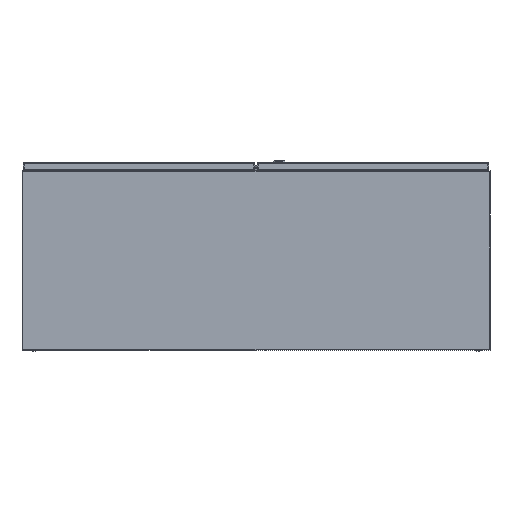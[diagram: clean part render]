
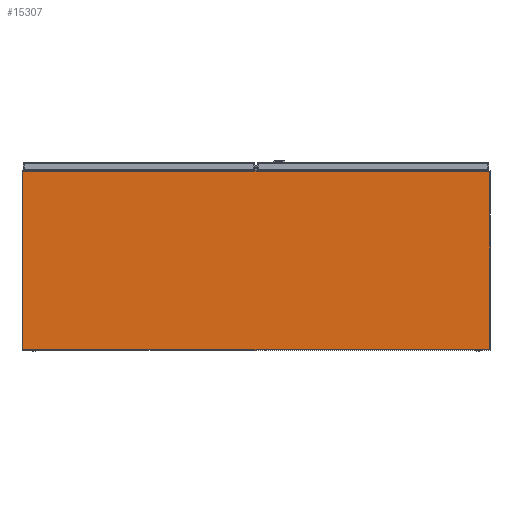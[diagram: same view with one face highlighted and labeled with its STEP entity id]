
A CAD part, front view. The second image highlights one B-rep face of the part: STEP entity #15307.
In plain terms, the highlighted planar face has unit normal (0, -1, 0).
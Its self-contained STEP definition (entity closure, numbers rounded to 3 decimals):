
#2340 = LINE ( 'NONE', #31926, #3130 ) ;
#3130 = VECTOR ( 'NONE', #45525, 1000. ) ;
#9167 = ORIENTED_EDGE ( 'NONE', *, *, #68695, .F. ) ;
#10035 = DIRECTION ( 'NONE',  ( 0., 0., -1. ) ) ;
#15307 = ADVANCED_FACE ( 'NONE', ( #80759 ), #60537, .F. ) ;
#16877 = CARTESIAN_POINT ( 'NONE',  ( 0., 0., 383. ) ) ;
#18428 = EDGE_LOOP ( 'NONE', ( #9167, #71985, #50700, #64868 ) ) ;
#20725 = AXIS2_PLACEMENT_3D ( 'NONE', #16877, #59613, #30503 ) ;
#26340 = VERTEX_POINT ( 'NONE', #90502 ) ;
#29532 = CARTESIAN_POINT ( 'NONE',  ( 0., 0., 383. ) ) ;
#30211 = CARTESIAN_POINT ( 'NONE',  ( 1000., 0., 383. ) ) ;
#30503 = DIRECTION ( 'NONE',  ( 0., 0., 1. ) ) ;
#31926 = CARTESIAN_POINT ( 'NONE',  ( 0., 0., 0. ) ) ;
#37042 = DIRECTION ( 'NONE',  ( 1., 0., 0. ) ) ;
#43166 = LINE ( 'NONE', #29532, #54342 ) ;
#45525 = DIRECTION ( 'NONE',  ( 1., 0., 0. ) ) ;
#50700 = ORIENTED_EDGE ( 'NONE', *, *, #90527, .T. ) ;
#52575 = VERTEX_POINT ( 'NONE', #55688 ) ;
#54342 = VECTOR ( 'NONE', #37042, 1000. ) ;
#55688 = CARTESIAN_POINT ( 'NONE',  ( 0., 0., 0. ) ) ;
#55698 = CARTESIAN_POINT ( 'NONE',  ( 0., 0., 383. ) ) ;
#59613 = DIRECTION ( 'NONE',  ( 0., 1., 0. ) ) ;
#59661 = VERTEX_POINT ( 'NONE', #55698 ) ;
#60537 = PLANE ( 'NONE',  #20725 ) ;
#64868 = ORIENTED_EDGE ( 'NONE', *, *, #74663, .T. ) ;
#65242 = CARTESIAN_POINT ( 'NONE',  ( 1000., 0., 383. ) ) ;
#68695 = EDGE_CURVE ( 'NONE', #75880, #26340, #72966, .T. ) ;
#69674 = LINE ( 'NONE', #74893, #80873 ) ;
#71985 = ORIENTED_EDGE ( 'NONE', *, *, #75914, .F. ) ;
#72966 = LINE ( 'NONE', #30211, #92500 ) ;
#74663 = EDGE_CURVE ( 'NONE', #52575, #26340, #2340, .T. ) ;
#74893 = CARTESIAN_POINT ( 'NONE',  ( 0., 0., 383. ) ) ;
#75880 = VERTEX_POINT ( 'NONE', #65242 ) ;
#75914 = EDGE_CURVE ( 'NONE', #59661, #75880, #43166, .T. ) ;
#80759 = FACE_OUTER_BOUND ( 'NONE', #18428, .T. ) ;
#80873 = VECTOR ( 'NONE', #91235, 1000. ) ;
#90502 = CARTESIAN_POINT ( 'NONE',  ( 1000., 0., 0. ) ) ;
#90527 = EDGE_CURVE ( 'NONE', #59661, #52575, #69674, .T. ) ;
#91235 = DIRECTION ( 'NONE',  ( 0., 0., -1. ) ) ;
#92500 = VECTOR ( 'NONE', #10035, 1000. ) ;
